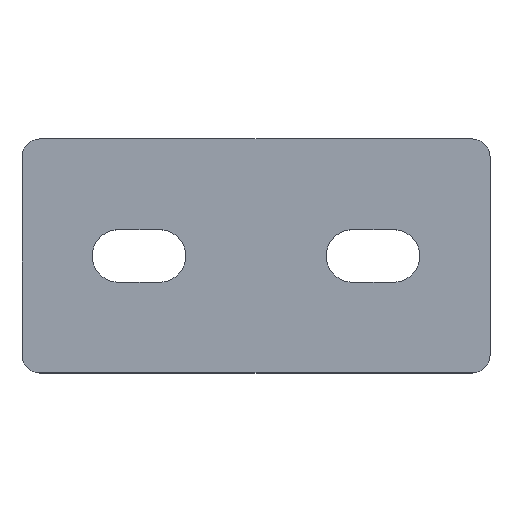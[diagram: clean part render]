
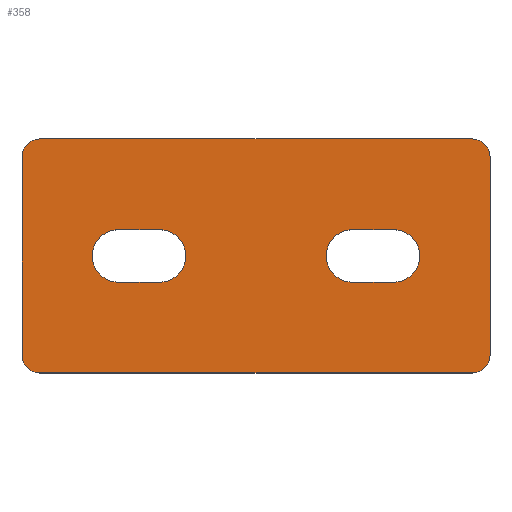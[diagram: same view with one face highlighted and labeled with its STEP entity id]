
A CAD part, top view. The second image highlights one B-rep face of the part: STEP entity #358.
In plain terms, the highlighted planar face has unit normal (0, 0, 1).
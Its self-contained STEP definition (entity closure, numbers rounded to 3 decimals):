
#25=FACE_BOUND('',#75,.T.);
#26=FACE_BOUND('',#76,.T.);
#36=PLANE('',#419);
#54=FACE_OUTER_BOUND('',#74,.T.);
#74=EDGE_LOOP('',(#317,#318,#319,#320,#321,#322,#323,#324));
#75=EDGE_LOOP('',(#325,#326,#327,#328));
#76=EDGE_LOOP('',(#329,#330,#331,#332));
#81=LINE('',#546,#113);
#91=LINE('',#583,#123);
#97=LINE('',#601,#129);
#100=LINE('',#608,#132);
#103=LINE('',#617,#135);
#106=LINE('',#624,#138);
#107=LINE('',#626,#139);
#108=LINE('',#628,#140);
#113=VECTOR('',#438,10.);
#123=VECTOR('',#470,10.);
#129=VECTOR('',#490,10.);
#132=VECTOR('',#499,10.);
#135=VECTOR('',#508,10.);
#138=VECTOR('',#517,10.);
#139=VECTOR('',#520,10.);
#140=VECTOR('',#523,10.);
#141=CIRCLE('',#387,3.);
#150=CIRCLE('',#399,3.);
#151=CIRCLE('',#402,3.);
#152=CIRCLE('',#404,3.);
#153=CIRCLE('',#406,4.5);
#154=CIRCLE('',#409,4.5);
#155=CIRCLE('',#412,4.5);
#156=CIRCLE('',#415,4.5);
#157=VERTEX_POINT('',#533);
#158=VERTEX_POINT('',#534);
#162=VERTEX_POINT('',#544);
#176=VERTEX_POINT('',#576);
#177=VERTEX_POINT('',#577);
#178=VERTEX_POINT('',#582);
#179=VERTEX_POINT('',#586);
#180=VERTEX_POINT('',#590);
#181=VERTEX_POINT('',#594);
#182=VERTEX_POINT('',#595);
#183=VERTEX_POINT('',#600);
#184=VERTEX_POINT('',#604);
#185=VERTEX_POINT('',#610);
#186=VERTEX_POINT('',#611);
#187=VERTEX_POINT('',#616);
#188=VERTEX_POINT('',#620);
#189=EDGE_CURVE('',#157,#158,#141,.T.);
#195=EDGE_CURVE('',#162,#157,#81,.T.);
#210=EDGE_CURVE('',#176,#177,#150,.T.);
#213=EDGE_CURVE('',#177,#178,#91,.T.);
#215=EDGE_CURVE('',#178,#179,#151,.T.);
#217=EDGE_CURVE('',#180,#162,#152,.T.);
#219=EDGE_CURVE('',#181,#182,#153,.T.);
#222=EDGE_CURVE('',#182,#183,#97,.T.);
#224=EDGE_CURVE('',#183,#184,#154,.T.);
#226=EDGE_CURVE('',#184,#181,#100,.T.);
#227=EDGE_CURVE('',#185,#186,#155,.T.);
#230=EDGE_CURVE('',#186,#187,#103,.T.);
#232=EDGE_CURVE('',#187,#188,#156,.T.);
#234=EDGE_CURVE('',#188,#185,#106,.T.);
#235=EDGE_CURVE('',#179,#180,#107,.T.);
#236=EDGE_CURVE('',#158,#176,#108,.T.);
#317=ORIENTED_EDGE('',*,*,#189,.F.);
#318=ORIENTED_EDGE('',*,*,#195,.F.);
#319=ORIENTED_EDGE('',*,*,#217,.F.);
#320=ORIENTED_EDGE('',*,*,#235,.F.);
#321=ORIENTED_EDGE('',*,*,#215,.F.);
#322=ORIENTED_EDGE('',*,*,#213,.F.);
#323=ORIENTED_EDGE('',*,*,#210,.F.);
#324=ORIENTED_EDGE('',*,*,#236,.F.);
#325=ORIENTED_EDGE('',*,*,#219,.T.);
#326=ORIENTED_EDGE('',*,*,#222,.T.);
#327=ORIENTED_EDGE('',*,*,#224,.T.);
#328=ORIENTED_EDGE('',*,*,#226,.T.);
#329=ORIENTED_EDGE('',*,*,#227,.T.);
#330=ORIENTED_EDGE('',*,*,#230,.T.);
#331=ORIENTED_EDGE('',*,*,#232,.T.);
#332=ORIENTED_EDGE('',*,*,#234,.T.);
#358=ADVANCED_FACE('',(#54,#25,#26),#36,.T.);
#387=AXIS2_PLACEMENT_3D('',#535,#428,#429);
#399=AXIS2_PLACEMENT_3D('',#578,#464,#465);
#402=AXIS2_PLACEMENT_3D('',#587,#474,#475);
#404=AXIS2_PLACEMENT_3D('',#591,#479,#480);
#406=AXIS2_PLACEMENT_3D('',#596,#484,#485);
#409=AXIS2_PLACEMENT_3D('',#605,#494,#495);
#412=AXIS2_PLACEMENT_3D('',#612,#502,#503);
#415=AXIS2_PLACEMENT_3D('',#621,#512,#513);
#419=AXIS2_PLACEMENT_3D('',#629,#524,#525);
#428=DIRECTION('center_axis',(0.,0.,-1.));
#429=DIRECTION('ref_axis',(-0.707,-0.707,0.));
#438=DIRECTION('',(-1.,0.,0.));
#464=DIRECTION('center_axis',(0.,0.,-1.));
#465=DIRECTION('ref_axis',(-0.707,0.707,0.));
#470=DIRECTION('',(1.,0.,0.));
#474=DIRECTION('center_axis',(0.,0.,-1.));
#475=DIRECTION('ref_axis',(0.707,0.707,0.));
#479=DIRECTION('center_axis',(0.,0.,-1.));
#480=DIRECTION('ref_axis',(0.707,-0.707,0.));
#484=DIRECTION('center_axis',(0.,0.,-1.));
#485=DIRECTION('ref_axis',(0.,1.,0.));
#490=DIRECTION('',(-1.,0.,0.));
#494=DIRECTION('center_axis',(0.,0.,-1.));
#495=DIRECTION('ref_axis',(0.,-1.,0.));
#499=DIRECTION('',(1.,0.,0.));
#502=DIRECTION('center_axis',(0.,0.,-1.));
#503=DIRECTION('ref_axis',(0.,1.,0.));
#508=DIRECTION('',(-1.,0.,0.));
#512=DIRECTION('center_axis',(0.,0.,-1.));
#513=DIRECTION('ref_axis',(0.,-1.,0.));
#517=DIRECTION('',(1.,0.,0.));
#520=DIRECTION('',(0.,-1.,0.));
#523=DIRECTION('',(0.,1.,0.));
#524=DIRECTION('center_axis',(0.,0.,1.));
#525=DIRECTION('ref_axis',(1.,0.,0.));
#533=CARTESIAN_POINT('',(-37.,-20.,5.));
#534=CARTESIAN_POINT('',(-40.,-17.,5.));
#535=CARTESIAN_POINT('Origin',(-37.,-17.,5.));
#544=CARTESIAN_POINT('',(37.,-20.,5.));
#546=CARTESIAN_POINT('',(40.,-20.,5.));
#576=CARTESIAN_POINT('',(-40.,17.,5.));
#577=CARTESIAN_POINT('',(-37.,20.,5.));
#578=CARTESIAN_POINT('Origin',(-37.,17.,5.));
#582=CARTESIAN_POINT('',(37.,20.,5.));
#583=CARTESIAN_POINT('',(-40.,20.,5.));
#586=CARTESIAN_POINT('',(40.,17.,5.));
#587=CARTESIAN_POINT('Origin',(37.,17.,5.));
#590=CARTESIAN_POINT('',(40.,-17.,5.));
#591=CARTESIAN_POINT('Origin',(37.,-17.,5.));
#594=CARTESIAN_POINT('',(23.5,4.5,5.));
#595=CARTESIAN_POINT('',(23.5,-4.5,5.));
#596=CARTESIAN_POINT('Origin',(23.5,0.,5.));
#600=CARTESIAN_POINT('',(16.5,-4.5,5.));
#601=CARTESIAN_POINT('',(11.75,-4.5,5.));
#604=CARTESIAN_POINT('',(16.5,4.5,5.));
#605=CARTESIAN_POINT('Origin',(16.5,0.,5.));
#608=CARTESIAN_POINT('',(8.25,4.5,5.));
#610=CARTESIAN_POINT('',(-16.5,4.5,5.));
#611=CARTESIAN_POINT('',(-16.5,-4.5,5.));
#612=CARTESIAN_POINT('Origin',(-16.5,0.,5.));
#616=CARTESIAN_POINT('',(-23.5,-4.5,5.));
#617=CARTESIAN_POINT('',(-8.25,-4.5,5.));
#620=CARTESIAN_POINT('',(-23.5,4.5,5.));
#621=CARTESIAN_POINT('Origin',(-23.5,0.,5.));
#624=CARTESIAN_POINT('',(-11.75,4.5,5.));
#626=CARTESIAN_POINT('',(40.,20.,5.));
#628=CARTESIAN_POINT('',(-40.,-20.,5.));
#629=CARTESIAN_POINT('Origin',(0.,0.,5.));
